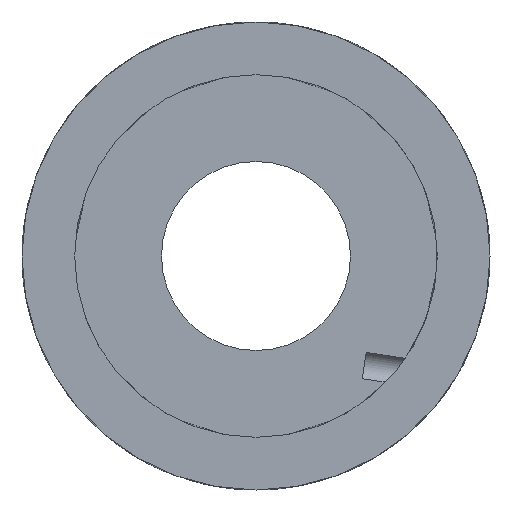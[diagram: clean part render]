
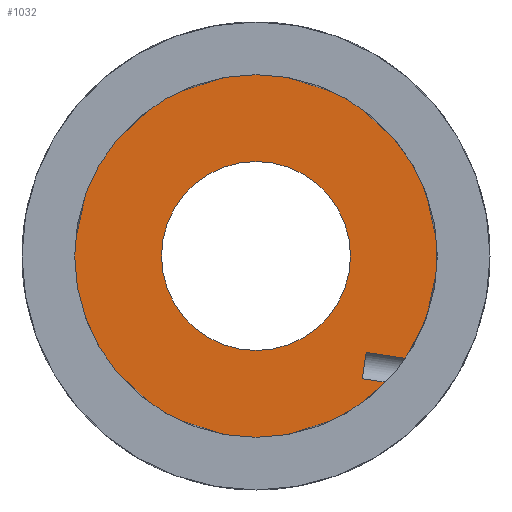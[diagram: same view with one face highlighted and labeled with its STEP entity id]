
A CAD part, front view. The second image highlights one B-rep face of the part: STEP entity #1032.
In plain terms, the highlighted planar face has unit normal (0, -1, 0).
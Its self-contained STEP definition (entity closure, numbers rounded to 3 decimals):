
#97 = DIRECTION ( 'NONE',  ( 0.149, 0., 0.989 ) ) ;
#177 = CARTESIAN_POINT ( 'NONE',  ( 0., -33.1, 0. ) ) ;
#185 = VERTEX_POINT ( 'NONE', #4712 ) ;
#614 = DIRECTION ( 'NONE',  ( 0., 0., -1. ) ) ;
#625 = EDGE_LOOP ( 'NONE', ( #6300, #4271 ) ) ;
#726 = EDGE_CURVE ( 'NONE', #185, #5657, #5532, .T. ) ;
#750 = CARTESIAN_POINT ( 'NONE',  ( 0., -33.1, 0. ) ) ;
#780 = CARTESIAN_POINT ( 'NONE',  ( 18.838, -33.1, -16.486 ) ) ;
#821 = VECTOR ( 'NONE', #97, 1000. ) ;
#835 = ORIENTED_EDGE ( 'NONE', *, *, #6281, .T. ) ;
#919 = CIRCLE ( 'NONE', #6738, 16.15 ) ;
#1026 = CARTESIAN_POINT ( 'NONE',  ( 0., -33.1, 16.15 ) ) ;
#1028 = ORIENTED_EDGE ( 'NONE', *, *, #5706, .T. ) ;
#1029 = AXIS2_PLACEMENT_3D ( 'NONE', #750, #2863, #614 ) ;
#1032 = ADVANCED_FACE ( 'NONE', ( #4153, #5715 ), #2953, .T. ) ;
#1063 = CARTESIAN_POINT ( 'NONE',  ( 0., -33.1, 0. ) ) ;
#1460 = DIRECTION ( 'NONE',  ( 0., 1., 0. ) ) ;
#1524 = EDGE_CURVE ( 'NONE', #2360, #3617, #2046, .T. ) ;
#1817 = AXIS2_PLACEMENT_3D ( 'NONE', #177, #5003, #3386 ) ;
#1824 = AXIS2_PLACEMENT_3D ( 'NONE', #1063, #1963, #4680 ) ;
#1866 = DIRECTION ( 'NONE',  ( 0., -1., 0. ) ) ;
#1898 = DIRECTION ( 'NONE',  ( 0., 0., -1. ) ) ;
#1963 = DIRECTION ( 'NONE',  ( 0., 1., 0. ) ) ;
#2046 = CIRCLE ( 'NONE', #1817, 31. ) ;
#2360 = VERTEX_POINT ( 'NONE', #3734 ) ;
#2441 = ORIENTED_EDGE ( 'NONE', *, *, #726, .T. ) ;
#2467 = VERTEX_POINT ( 'NONE', #1026 ) ;
#2491 = CARTESIAN_POINT ( 'NONE',  ( 0., -33.1, 0. ) ) ;
#2528 = EDGE_CURVE ( 'NONE', #2467, #5300, #4912, .T. ) ;
#2579 = CARTESIAN_POINT ( 'NONE',  ( 0., -33.1, -16.15 ) ) ;
#2581 = DIRECTION ( 'NONE',  ( 0.989, 0., -0.149 ) ) ;
#2863 = DIRECTION ( 'NONE',  ( 0., -1., 0. ) ) ;
#2886 = ORIENTED_EDGE ( 'NONE', *, *, #1524, .T. ) ;
#2953 = PLANE ( 'NONE',  #7060 ) ;
#3105 = LINE ( 'NONE', #780, #6172 ) ;
#3175 = EDGE_CURVE ( 'NONE', #185, #5595, #6229, .T. ) ;
#3386 = DIRECTION ( 'NONE',  ( 0., 0., -1. ) ) ;
#3617 = VERTEX_POINT ( 'NONE', #4493 ) ;
#3669 = CARTESIAN_POINT ( 'NONE',  ( 18.163, -33.1, -20.973 ) ) ;
#3734 = CARTESIAN_POINT ( 'NONE',  ( 25.588, -33.1, -17.501 ) ) ;
#3993 = CARTESIAN_POINT ( 'NONE',  ( 0., -33.1, 0. ) ) ;
#4153 = FACE_OUTER_BOUND ( 'NONE', #5166, .T. ) ;
#4271 = ORIENTED_EDGE ( 'NONE', *, *, #5878, .T. ) ;
#4329 = CIRCLE ( 'NONE', #4448, 31. ) ;
#4407 = CARTESIAN_POINT ( 'NONE',  ( 20.845, -33.1, -3.135 ) ) ;
#4448 = AXIS2_PLACEMENT_3D ( 'NONE', #3993, #1866, #1898 ) ;
#4471 = CARTESIAN_POINT ( 'NONE',  ( 0., -33.1, -31. ) ) ;
#4484 = VERTEX_POINT ( 'NONE', #4471 ) ;
#4493 = CARTESIAN_POINT ( 'NONE',  ( 0., -33.1, 31. ) ) ;
#4680 = DIRECTION ( 'NONE',  ( 0., 0., -1. ) ) ;
#4712 = CARTESIAN_POINT ( 'NONE',  ( 18.163, -33.1, -20.973 ) ) ;
#4715 = DIRECTION ( 'NONE',  ( 0., 0., -1. ) ) ;
#4912 = CIRCLE ( 'NONE', #1824, 16.15 ) ;
#5003 = DIRECTION ( 'NONE',  ( 0., -1., 0. ) ) ;
#5166 = EDGE_LOOP ( 'NONE', ( #7051, #2441, #5339, #2886, #1028, #835 ) ) ;
#5300 = VERTEX_POINT ( 'NONE', #2579 ) ;
#5339 = ORIENTED_EDGE ( 'NONE', *, *, #5917, .F. ) ;
#5532 = LINE ( 'NONE', #4407, #821 ) ;
#5595 = VERTEX_POINT ( 'NONE', #6718 ) ;
#5657 = VERTEX_POINT ( 'NONE', #6185 ) ;
#5687 = CARTESIAN_POINT ( 'NONE',  ( 0., -33.1, 0. ) ) ;
#5706 = EDGE_CURVE ( 'NONE', #3617, #4484, #5714, .T. ) ;
#5714 = CIRCLE ( 'NONE', #1029, 31. ) ;
#5715 = FACE_BOUND ( 'NONE', #625, .T. ) ;
#5878 = EDGE_CURVE ( 'NONE', #5300, #2467, #919, .T. ) ;
#5917 = EDGE_CURVE ( 'NONE', #2360, #5657, #3105, .T. ) ;
#6172 = VECTOR ( 'NONE', #6886, 1000. ) ;
#6185 = CARTESIAN_POINT ( 'NONE',  ( 18.838, -33.1, -16.486 ) ) ;
#6229 = LINE ( 'NONE', #3669, #7069 ) ;
#6278 = DIRECTION ( 'NONE',  ( 0., 0., -1. ) ) ;
#6281 = EDGE_CURVE ( 'NONE', #4484, #5595, #4329, .T. ) ;
#6300 = ORIENTED_EDGE ( 'NONE', *, *, #2528, .T. ) ;
#6313 = DIRECTION ( 'NONE',  ( 0., -1., 0. ) ) ;
#6718 = CARTESIAN_POINT ( 'NONE',  ( 22.249, -33.1, -21.587 ) ) ;
#6738 = AXIS2_PLACEMENT_3D ( 'NONE', #5687, #1460, #4715 ) ;
#6886 = DIRECTION ( 'NONE',  ( -0.989, 0., 0.149 ) ) ;
#7051 = ORIENTED_EDGE ( 'NONE', *, *, #3175, .F. ) ;
#7060 = AXIS2_PLACEMENT_3D ( 'NONE', #2491, #6313, #6278 ) ;
#7069 = VECTOR ( 'NONE', #2581, 1000. ) ;
